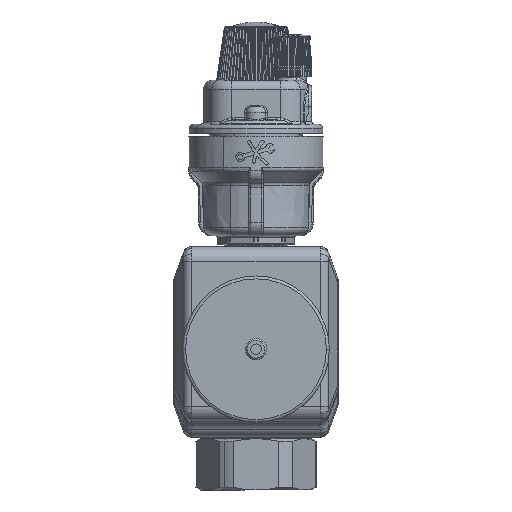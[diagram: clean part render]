
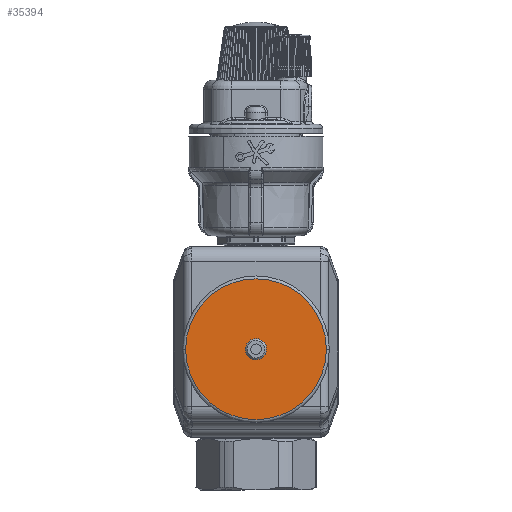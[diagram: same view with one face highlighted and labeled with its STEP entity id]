
A CAD part, front view. The second image highlights one B-rep face of the part: STEP entity #35394.
In plain terms, the highlighted planar face has unit normal (0, -1, 0).
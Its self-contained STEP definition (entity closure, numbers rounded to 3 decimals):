
#35317=CARTESIAN_POINT('Vertex',(24.,-94.8,0.)) ;
#35324=CARTESIAN_POINT('Vertex',(-24.,-94.8,0.)) ;
#35327=CARTESIAN_POINT('Axis2P3D Location',(0.,-94.8,0.)) ;
#35354=CARTESIAN_POINT('Axis2P3D Location',(0.,-94.8,0.)) ;
#35367=CARTESIAN_POINT('Axis2P3D Location',(0.,-94.8,0.)) ;
#35376=CARTESIAN_POINT('Axis2P3D Location',(0.,-94.8,0.)) ;
#35380=CARTESIAN_POINT('Vertex',(1.726,-94.8,-3.159)) ;
#35382=CARTESIAN_POINT('Vertex',(-1.726,-94.8,3.159)) ;
#35385=CARTESIAN_POINT('Axis2P3D Location',(0.,-94.8,0.)) ;
#35328=DIRECTION('Axis2P3D Direction',(0.,-1.,0.)) ;
#35355=DIRECTION('Axis2P3D Direction',(0.,-1.,0.)) ;
#35368=DIRECTION('Axis2P3D Direction',(0.,-1.,0.)) ;
#35369=DIRECTION('Axis2P3D XDirection',(1.,0.,0.)) ;
#35377=DIRECTION('Axis2P3D Direction',(0.,-1.,0.)) ;
#35386=DIRECTION('Axis2P3D Direction',(0.,-1.,0.)) ;
#35329=AXIS2_PLACEMENT_3D('Circle Axis2P3D',#35327,#35328,$) ;
#35356=AXIS2_PLACEMENT_3D('Circle Axis2P3D',#35354,#35355,$) ;
#35370=AXIS2_PLACEMENT_3D('Plane Axis2P3D',#35367,#35368,#35369) ;
#35378=AXIS2_PLACEMENT_3D('Circle Axis2P3D',#35376,#35377,$) ;
#35387=AXIS2_PLACEMENT_3D('Circle Axis2P3D',#35385,#35386,$) ;
#35330=CIRCLE('generated circle',#35329,24.) ;
#35357=CIRCLE('generated circle',#35356,24.) ;
#35379=CIRCLE('generated circle',#35378,3.6) ;
#35388=CIRCLE('generated circle',#35387,3.6) ;
#35371=PLANE('',#35370) ;
#35393=FACE_BOUND('',#35390,.T.) ;
#35331=EDGE_CURVE('',#35318,#35325,#35330,.T.) ;
#35358=EDGE_CURVE('',#35325,#35318,#35357,.T.) ;
#35384=EDGE_CURVE('',#35381,#35383,#35379,.T.) ;
#35389=EDGE_CURVE('',#35383,#35381,#35388,.T.) ;
#35373=ORIENTED_EDGE('',*,*,#35358,.T.) ;
#35374=ORIENTED_EDGE('',*,*,#35331,.T.) ;
#35391=ORIENTED_EDGE('',*,*,#35384,.F.) ;
#35392=ORIENTED_EDGE('',*,*,#35389,.F.) ;
#35372=EDGE_LOOP('',(#35373,#35374)) ;
#35390=EDGE_LOOP('',(#35391,#35392)) ;
#35318=VERTEX_POINT('',#35317) ;
#35325=VERTEX_POINT('',#35324) ;
#35381=VERTEX_POINT('',#35380) ;
#35383=VERTEX_POINT('',#35382) ;
#35394=ADVANCED_FACE('PartBody',(#35375,#35393),#35371,.T.) ;
#35375=FACE_OUTER_BOUND('',#35372,.T.) ;
